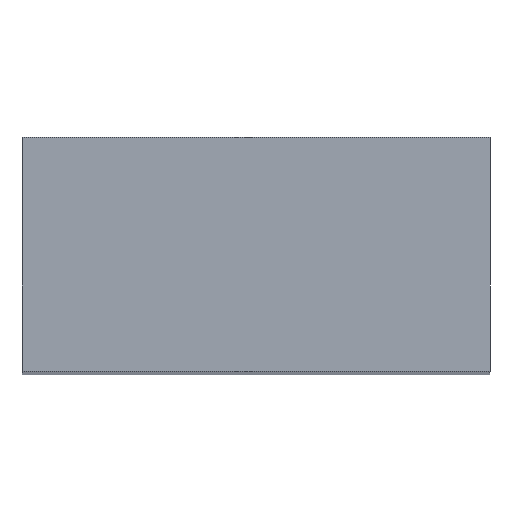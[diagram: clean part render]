
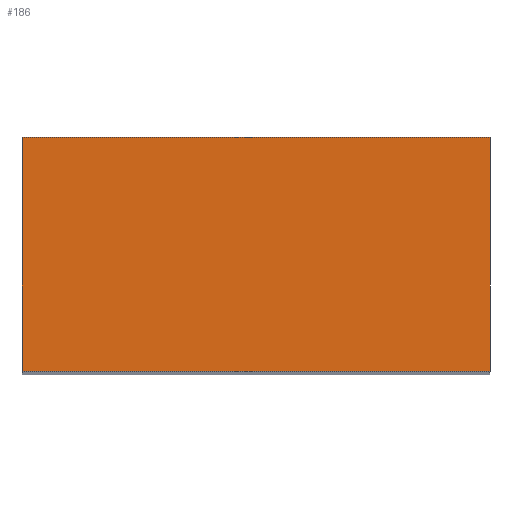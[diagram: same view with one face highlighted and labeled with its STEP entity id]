
A CAD part, top view. The second image highlights one B-rep face of the part: STEP entity #186.
In plain terms, the highlighted planar face has unit normal (0, 0, 1).
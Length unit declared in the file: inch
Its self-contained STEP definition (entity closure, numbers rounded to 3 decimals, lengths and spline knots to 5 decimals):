
#9 = FACE_OUTER_BOUND ( 'NONE', #143, .T. ) ;
#12 = AXIS2_PLACEMENT_3D ( 'NONE', #107, #106, #105 ) ;
#46 = LINE ( 'NONE', #48, #165 ) ;
#47 = DIRECTION ( 'NONE',  ( 1., 0., 0. ) ) ;
#48 = CARTESIAN_POINT ( 'NONE',  ( 0.25, 0.125, 0. ) ) ;
#52 = DIRECTION ( 'NONE',  ( 1., 0., 0. ) ) ;
#53 = CARTESIAN_POINT ( 'NONE',  ( 0.25, 0., 0. ) ) ;
#54 = LINE ( 'NONE', #53, #170 ) ;
#58 = DIRECTION ( 'NONE',  ( 0., -1., 0. ) ) ;
#59 = CARTESIAN_POINT ( 'NONE',  ( 0.25, 0.125, 0. ) ) ;
#60 = LINE ( 'NONE', #59, #171 ) ;
#81 = DIRECTION ( 'NONE',  ( 0., -1., 0. ) ) ;
#82 = CARTESIAN_POINT ( 'NONE',  ( 0., 0.125, 0. ) ) ;
#83 = LINE ( 'NONE', #82, #168 ) ;
#105 = DIRECTION ( 'NONE',  ( -1., 0., 0. ) ) ;
#106 = DIRECTION ( 'NONE',  ( 0., 0., -1. ) ) ;
#107 = CARTESIAN_POINT ( 'NONE',  ( 0.25, 0.125, 0. ) ) ;
#108 = PLANE ( 'NONE',  #12 ) ;
#114 = CARTESIAN_POINT ( 'NONE',  ( 0., 0.125, 0. ) ) ;
#116 = CARTESIAN_POINT ( 'NONE',  ( 0.25, 0.125, 0. ) ) ;
#118 = CARTESIAN_POINT ( 'NONE',  ( 0., 0., 0. ) ) ;
#119 = CARTESIAN_POINT ( 'NONE',  ( 0.25, 0., 0. ) ) ;
#121 = ORIENTED_EDGE ( 'NONE', *, *, #203, .T. ) ;
#125 = ORIENTED_EDGE ( 'NONE', *, *, #208, .F. ) ;
#126 = ORIENTED_EDGE ( 'NONE', *, *, #201, .F. ) ;
#127 = ORIENTED_EDGE ( 'NONE', *, *, #194, .T. ) ;
#135 = VERTEX_POINT ( 'NONE', #119 ) ;
#136 = VERTEX_POINT ( 'NONE', #118 ) ;
#138 = VERTEX_POINT ( 'NONE', #116 ) ;
#140 = VERTEX_POINT ( 'NONE', #114 ) ;
#143 = EDGE_LOOP ( 'NONE', ( #121, #126, #125, #127 ) ) ;
#165 = VECTOR ( 'NONE', #47, 39.37008 ) ;
#168 = VECTOR ( 'NONE', #81, 39.37008 ) ;
#170 = VECTOR ( 'NONE', #52, 39.37008 ) ;
#171 = VECTOR ( 'NONE', #58, 39.37008 ) ;
#186 = ADVANCED_FACE ( 'NONE', ( #9 ), #108, .F. ) ;
#194 = EDGE_CURVE ( 'NONE', #140, #136, #83, .T. ) ;
#201 = EDGE_CURVE ( 'NONE', #138, #135, #60, .T. ) ;
#203 = EDGE_CURVE ( 'NONE', #136, #135, #54, .T. ) ;
#208 = EDGE_CURVE ( 'NONE', #140, #138, #46, .T. ) ;
